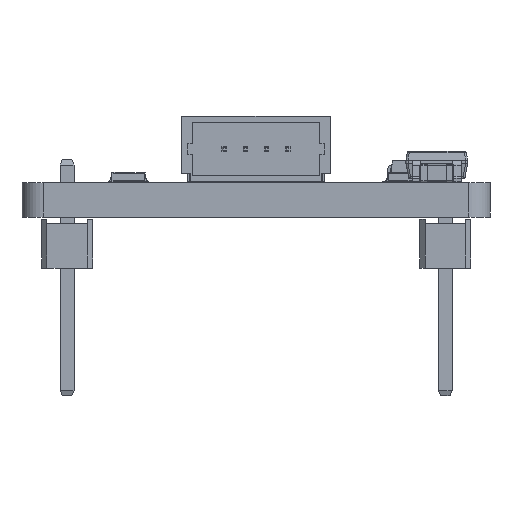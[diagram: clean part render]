
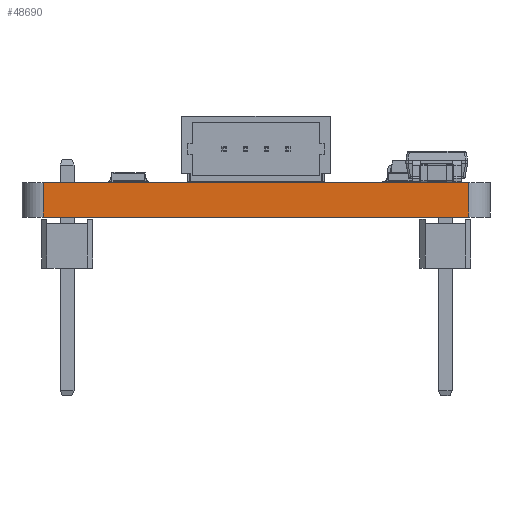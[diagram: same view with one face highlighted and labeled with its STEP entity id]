
A CAD part, front view. The second image highlights one B-rep face of the part: STEP entity #48690.
In plain terms, the highlighted planar face has unit normal (0, -1, 0).
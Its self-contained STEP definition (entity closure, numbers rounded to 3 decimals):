
#48507 = CYLINDRICAL_SURFACE('',#48508,1.);
#48508 = AXIS2_PLACEMENT_3D('',#48509,#48510,#48511);
#48509 = CARTESIAN_POINT('',(1.,1.,0.));
#48510 = DIRECTION('',(-0.,-0.,-1.));
#48511 = DIRECTION('',(1.,0.,-0.));
#48532 = VERTEX_POINT('',#48533);
#48533 = CARTESIAN_POINT('',(1.,0.,1.6));
#48548 = PLANE('',#48549);
#48549 = AXIS2_PLACEMENT_3D('',#48550,#48551,#48552);
#48550 = CARTESIAN_POINT('',(11.,19.,1.6));
#48551 = DIRECTION('',(0.,0.,1.));
#48552 = DIRECTION('',(1.,0.,-0.));
#48560 = EDGE_CURVE('',#48561,#48532,#48563,.T.);
#48561 = VERTEX_POINT('',#48562);
#48562 = CARTESIAN_POINT('',(1.,-0.,0.));
#48563 = SURFACE_CURVE('',#48564,(#48568,#48575),.PCURVE_S1.);
#48564 = LINE('',#48565,#48566);
#48565 = CARTESIAN_POINT('',(1.,-0.,0.));
#48566 = VECTOR('',#48567,1.);
#48567 = DIRECTION('',(0.,0.,1.));
#48568 = PCURVE('',#48507,#48569);
#48569 = DEFINITIONAL_REPRESENTATION('',(#48570),#48574);
#48570 = LINE('',#48571,#48572);
#48571 = CARTESIAN_POINT('',(-4.712,0.));
#48572 = VECTOR('',#48573,1.);
#48573 = DIRECTION('',(-0.,-1.));
#48574 = ( GEOMETRIC_REPRESENTATION_CONTEXT(2) 
PARAMETRIC_REPRESENTATION_CONTEXT() REPRESENTATION_CONTEXT('2D SPACE',''
  ) );
#48575 = PCURVE('',#48576,#48581);
#48576 = PLANE('',#48577);
#48577 = AXIS2_PLACEMENT_3D('',#48578,#48579,#48580);
#48578 = CARTESIAN_POINT('',(21.,0.,0.));
#48579 = DIRECTION('',(0.,-1.,0.));
#48580 = DIRECTION('',(-1.,0.,0.));
#48581 = DEFINITIONAL_REPRESENTATION('',(#48582),#48586);
#48582 = LINE('',#48583,#48584);
#48583 = CARTESIAN_POINT('',(20.,0.));
#48584 = VECTOR('',#48585,1.);
#48585 = DIRECTION('',(0.,-1.));
#48586 = ( GEOMETRIC_REPRESENTATION_CONTEXT(2) 
PARAMETRIC_REPRESENTATION_CONTEXT() REPRESENTATION_CONTEXT('2D SPACE',''
  ) );
#48603 = PLANE('',#48604);
#48604 = AXIS2_PLACEMENT_3D('',#48605,#48606,#48607);
#48605 = CARTESIAN_POINT('',(11.,19.,0.));
#48606 = DIRECTION('',(0.,0.,1.));
#48607 = DIRECTION('',(1.,0.,-0.));
#48690 = ADVANCED_FACE('',(#48691),#48576,.T.);
#48691 = FACE_BOUND('',#48692,.T.);
#48692 = EDGE_LOOP('',(#48693,#48723,#48744,#48745));
#48693 = ORIENTED_EDGE('',*,*,#48694,.T.);
#48694 = EDGE_CURVE('',#48695,#48697,#48699,.T.);
#48695 = VERTEX_POINT('',#48696);
#48696 = CARTESIAN_POINT('',(21.,-0.,0.));
#48697 = VERTEX_POINT('',#48698);
#48698 = CARTESIAN_POINT('',(21.,0.,1.6));
#48699 = SURFACE_CURVE('',#48700,(#48704,#48711),.PCURVE_S1.);
#48700 = LINE('',#48701,#48702);
#48701 = CARTESIAN_POINT('',(21.,-0.,0.));
#48702 = VECTOR('',#48703,1.);
#48703 = DIRECTION('',(0.,0.,1.));
#48704 = PCURVE('',#48576,#48705);
#48705 = DEFINITIONAL_REPRESENTATION('',(#48706),#48710);
#48706 = LINE('',#48707,#48708);
#48707 = CARTESIAN_POINT('',(0.,0.));
#48708 = VECTOR('',#48709,1.);
#48709 = DIRECTION('',(0.,-1.));
#48710 = ( GEOMETRIC_REPRESENTATION_CONTEXT(2) 
PARAMETRIC_REPRESENTATION_CONTEXT() REPRESENTATION_CONTEXT('2D SPACE',''
  ) );
#48711 = PCURVE('',#48712,#48717);
#48712 = CYLINDRICAL_SURFACE('',#48713,1.);
#48713 = AXIS2_PLACEMENT_3D('',#48714,#48715,#48716);
#48714 = CARTESIAN_POINT('',(21.,1.,0.));
#48715 = DIRECTION('',(-0.,-0.,-1.));
#48716 = DIRECTION('',(1.,0.,-0.));
#48717 = DEFINITIONAL_REPRESENTATION('',(#48718),#48722);
#48718 = LINE('',#48719,#48720);
#48719 = CARTESIAN_POINT('',(-4.712,0.));
#48720 = VECTOR('',#48721,1.);
#48721 = DIRECTION('',(-0.,-1.));
#48722 = ( GEOMETRIC_REPRESENTATION_CONTEXT(2) 
PARAMETRIC_REPRESENTATION_CONTEXT() REPRESENTATION_CONTEXT('2D SPACE',''
  ) );
#48723 = ORIENTED_EDGE('',*,*,#48724,.T.);
#48724 = EDGE_CURVE('',#48697,#48532,#48725,.T.);
#48725 = SURFACE_CURVE('',#48726,(#48730,#48737),.PCURVE_S1.);
#48726 = LINE('',#48727,#48728);
#48727 = CARTESIAN_POINT('',(21.,0.,1.6));
#48728 = VECTOR('',#48729,1.);
#48729 = DIRECTION('',(-1.,0.,0.));
#48730 = PCURVE('',#48576,#48731);
#48731 = DEFINITIONAL_REPRESENTATION('',(#48732),#48736);
#48732 = LINE('',#48733,#48734);
#48733 = CARTESIAN_POINT('',(0.,-1.6));
#48734 = VECTOR('',#48735,1.);
#48735 = DIRECTION('',(1.,0.));
#48736 = ( GEOMETRIC_REPRESENTATION_CONTEXT(2) 
PARAMETRIC_REPRESENTATION_CONTEXT() REPRESENTATION_CONTEXT('2D SPACE',''
  ) );
#48737 = PCURVE('',#48548,#48738);
#48738 = DEFINITIONAL_REPRESENTATION('',(#48739),#48743);
#48739 = LINE('',#48740,#48741);
#48740 = CARTESIAN_POINT('',(10.,-19.));
#48741 = VECTOR('',#48742,1.);
#48742 = DIRECTION('',(-1.,0.));
#48743 = ( GEOMETRIC_REPRESENTATION_CONTEXT(2) 
PARAMETRIC_REPRESENTATION_CONTEXT() REPRESENTATION_CONTEXT('2D SPACE',''
  ) );
#48744 = ORIENTED_EDGE('',*,*,#48560,.F.);
#48745 = ORIENTED_EDGE('',*,*,#48746,.F.);
#48746 = EDGE_CURVE('',#48695,#48561,#48747,.T.);
#48747 = SURFACE_CURVE('',#48748,(#48752,#48759),.PCURVE_S1.);
#48748 = LINE('',#48749,#48750);
#48749 = CARTESIAN_POINT('',(21.,-0.,0.));
#48750 = VECTOR('',#48751,1.);
#48751 = DIRECTION('',(-1.,0.,0.));
#48752 = PCURVE('',#48576,#48753);
#48753 = DEFINITIONAL_REPRESENTATION('',(#48754),#48758);
#48754 = LINE('',#48755,#48756);
#48755 = CARTESIAN_POINT('',(0.,0.));
#48756 = VECTOR('',#48757,1.);
#48757 = DIRECTION('',(1.,0.));
#48758 = ( GEOMETRIC_REPRESENTATION_CONTEXT(2) 
PARAMETRIC_REPRESENTATION_CONTEXT() REPRESENTATION_CONTEXT('2D SPACE',''
  ) );
#48759 = PCURVE('',#48603,#48760);
#48760 = DEFINITIONAL_REPRESENTATION('',(#48761),#48765);
#48761 = LINE('',#48762,#48763);
#48762 = CARTESIAN_POINT('',(10.,-19.));
#48763 = VECTOR('',#48764,1.);
#48764 = DIRECTION('',(-1.,0.));
#48765 = ( GEOMETRIC_REPRESENTATION_CONTEXT(2) 
PARAMETRIC_REPRESENTATION_CONTEXT() REPRESENTATION_CONTEXT('2D SPACE',''
  ) );
